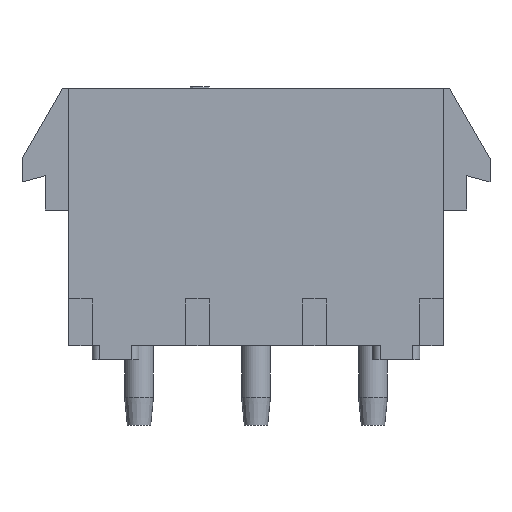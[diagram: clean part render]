
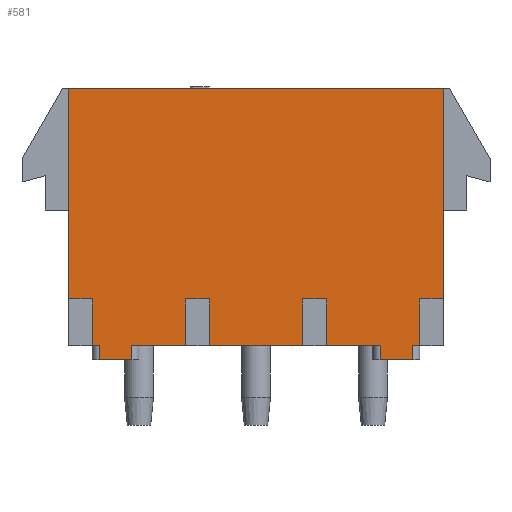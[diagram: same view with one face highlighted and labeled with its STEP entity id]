
A CAD part, front view. The second image highlights one B-rep face of the part: STEP entity #581.
In plain terms, the highlighted planar face has unit normal (0, -1, 0).
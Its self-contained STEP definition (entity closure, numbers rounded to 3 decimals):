
#81=CARTESIAN_POINT('',(-3.81,-3.81,14.732));
#82=VERTEX_POINT('',#81);
#83=CARTESIAN_POINT('',(16.51,-3.81,14.732));
#84=VERTEX_POINT('',#83);
#85=CARTESIAN_POINT('',(-3.81,-3.81,14.732));
#86=DIRECTION('',(1.0,0.0,0.0));
#87=VECTOR('',#86,20.32);
#88=LINE('',#85,#87);
#89=EDGE_CURVE('',#82,#84,#88,.T.);
#381=CARTESIAN_POINT('',(-3.81,-3.81,3.302));
#382=VERTEX_POINT('',#381);
#389=CARTESIAN_POINT('',(-3.81,-3.81,14.732));
#390=DIRECTION('',(0.0,0.0,-1.0));
#391=VECTOR('',#390,11.43);
#392=LINE('',#389,#391);
#393=EDGE_CURVE('',#82,#382,#392,.T.);
#398=CARTESIAN_POINT('',(-4.826,-3.81,15.469));
#399=DIRECTION('',(0.0,-1.0,0.0));
#400=DIRECTION('',(0.0,0.0,-1.0));
#401=AXIS2_PLACEMENT_3D('',#398,#399,#400);
#402=PLANE('',#401);
#403=CARTESIAN_POINT('',(16.51,-3.81,3.302));
#404=VERTEX_POINT('',#403);
#405=CARTESIAN_POINT('',(15.24,-3.81,3.302));
#406=VERTEX_POINT('',#405);
#407=CARTESIAN_POINT('',(16.51,-3.81,3.302));
#408=DIRECTION('',(-1.0,0.0,0.0));
#409=VECTOR('',#408,1.27);
#410=LINE('',#407,#409);
#411=EDGE_CURVE('',#404,#406,#410,.T.);
#412=ORIENTED_EDGE('',*,*,#411,.F.);
#413=CARTESIAN_POINT('',(16.51,-3.81,14.732));
#414=DIRECTION('',(0.0,0.0,-1.0));
#415=VECTOR('',#414,11.43);
#416=LINE('',#413,#415);
#417=EDGE_CURVE('',#84,#404,#416,.T.);
#418=ORIENTED_EDGE('',*,*,#417,.F.);
#419=ORIENTED_EDGE('',*,*,#89,.F.);
#420=ORIENTED_EDGE('',*,*,#393,.T.);
#421=CARTESIAN_POINT('',(-2.54,-3.81,3.302));
#422=VERTEX_POINT('',#421);
#423=CARTESIAN_POINT('',(-3.81,-3.81,3.302));
#424=DIRECTION('',(1.0,0.0,0.0));
#425=VECTOR('',#424,1.27);
#426=LINE('',#423,#425);
#427=EDGE_CURVE('',#382,#422,#426,.T.);
#428=ORIENTED_EDGE('',*,*,#427,.T.);
#429=CARTESIAN_POINT('',(-2.54,-3.81,0.762));
#430=VERTEX_POINT('',#429);
#431=CARTESIAN_POINT('',(-2.54,-3.81,3.302));
#432=DIRECTION('',(0.0,0.0,-1.0));
#433=VECTOR('',#432,2.54);
#434=LINE('',#431,#433);
#435=EDGE_CURVE('',#422,#430,#434,.T.);
#436=ORIENTED_EDGE('',*,*,#435,.T.);
#437=CARTESIAN_POINT('',(-2.159,-3.81,0.762));
#438=VERTEX_POINT('',#437);
#439=CARTESIAN_POINT('',(-2.54,-3.81,0.762));
#440=DIRECTION('',(1.0,0.0,0.0));
#441=VECTOR('',#440,0.381);
#442=LINE('',#439,#441);
#443=EDGE_CURVE('',#430,#438,#442,.T.);
#444=ORIENTED_EDGE('',*,*,#443,.T.);
#445=CARTESIAN_POINT('',(-2.159,-3.81,0.0));
#446=VERTEX_POINT('',#445);
#447=CARTESIAN_POINT('',(-2.159,-3.81,0.762));
#448=DIRECTION('',(0.0,0.0,-1.0));
#449=VECTOR('',#448,0.762);
#450=LINE('',#447,#449);
#451=EDGE_CURVE('',#438,#446,#450,.T.);
#452=ORIENTED_EDGE('',*,*,#451,.T.);
#453=CARTESIAN_POINT('',(-0.381,-3.81,0.0));
#454=VERTEX_POINT('',#453);
#455=CARTESIAN_POINT('',(-0.381,-3.81,0.0));
#456=DIRECTION('',(-1.0,0.0,0.0));
#457=VECTOR('',#456,1.778);
#458=LINE('',#455,#457);
#459=EDGE_CURVE('',#454,#446,#458,.T.);
#460=ORIENTED_EDGE('',*,*,#459,.F.);
#461=CARTESIAN_POINT('',(-0.381,-3.81,0.762));
#462=VERTEX_POINT('',#461);
#463=CARTESIAN_POINT('',(-0.381,-3.81,0.762));
#464=DIRECTION('',(0.0,0.0,-1.0));
#465=VECTOR('',#464,0.762);
#466=LINE('',#463,#465);
#467=EDGE_CURVE('',#462,#454,#466,.T.);
#468=ORIENTED_EDGE('',*,*,#467,.F.);
#469=CARTESIAN_POINT('',(2.54,-3.81,0.762));
#470=VERTEX_POINT('',#469);
#471=CARTESIAN_POINT('',(-0.381,-3.81,0.762));
#472=DIRECTION('',(1.0,0.0,0.0));
#473=VECTOR('',#472,2.921);
#474=LINE('',#471,#473);
#475=EDGE_CURVE('',#462,#470,#474,.T.);
#476=ORIENTED_EDGE('',*,*,#475,.T.);
#477=CARTESIAN_POINT('',(2.54,-3.81,3.302));
#478=VERTEX_POINT('',#477);
#479=CARTESIAN_POINT('',(2.54,-3.81,0.762));
#480=DIRECTION('',(0.0,0.0,1.0));
#481=VECTOR('',#480,2.54);
#482=LINE('',#479,#481);
#483=EDGE_CURVE('',#470,#478,#482,.T.);
#484=ORIENTED_EDGE('',*,*,#483,.T.);
#485=CARTESIAN_POINT('',(3.81,-3.81,3.302));
#486=VERTEX_POINT('',#485);
#487=CARTESIAN_POINT('',(2.54,-3.81,3.302));
#488=DIRECTION('',(1.0,0.0,0.0));
#489=VECTOR('',#488,1.27);
#490=LINE('',#487,#489);
#491=EDGE_CURVE('',#478,#486,#490,.T.);
#492=ORIENTED_EDGE('',*,*,#491,.T.);
#493=CARTESIAN_POINT('',(3.81,-3.81,0.762));
#494=VERTEX_POINT('',#493);
#495=CARTESIAN_POINT('',(3.81,-3.81,3.302));
#496=DIRECTION('',(0.0,0.0,-1.0));
#497=VECTOR('',#496,2.54);
#498=LINE('',#495,#497);
#499=EDGE_CURVE('',#486,#494,#498,.T.);
#500=ORIENTED_EDGE('',*,*,#499,.T.);
#501=CARTESIAN_POINT('',(8.89,-3.81,0.762));
#502=VERTEX_POINT('',#501);
#503=CARTESIAN_POINT('',(3.81,-3.81,0.762));
#504=DIRECTION('',(1.0,0.0,0.0));
#505=VECTOR('',#504,5.08);
#506=LINE('',#503,#505);
#507=EDGE_CURVE('',#494,#502,#506,.T.);
#508=ORIENTED_EDGE('',*,*,#507,.T.);
#509=CARTESIAN_POINT('',(8.89,-3.81,3.302));
#510=VERTEX_POINT('',#509);
#511=CARTESIAN_POINT('',(8.89,-3.81,0.762));
#512=DIRECTION('',(0.0,0.0,1.0));
#513=VECTOR('',#512,2.54);
#514=LINE('',#511,#513);
#515=EDGE_CURVE('',#502,#510,#514,.T.);
#516=ORIENTED_EDGE('',*,*,#515,.T.);
#517=CARTESIAN_POINT('',(10.16,-3.81,3.302));
#518=VERTEX_POINT('',#517);
#519=CARTESIAN_POINT('',(8.89,-3.81,3.302));
#520=DIRECTION('',(1.0,0.0,0.0));
#521=VECTOR('',#520,1.27);
#522=LINE('',#519,#521);
#523=EDGE_CURVE('',#510,#518,#522,.T.);
#524=ORIENTED_EDGE('',*,*,#523,.T.);
#525=CARTESIAN_POINT('',(10.16,-3.81,0.762));
#526=VERTEX_POINT('',#525);
#527=CARTESIAN_POINT('',(10.16,-3.81,3.302));
#528=DIRECTION('',(0.0,0.0,-1.0));
#529=VECTOR('',#528,2.54);
#530=LINE('',#527,#529);
#531=EDGE_CURVE('',#518,#526,#530,.T.);
#532=ORIENTED_EDGE('',*,*,#531,.T.);
#533=CARTESIAN_POINT('',(13.081,-3.81,0.762));
#534=VERTEX_POINT('',#533);
#535=CARTESIAN_POINT('',(10.16,-3.81,0.762));
#536=DIRECTION('',(1.0,0.0,0.0));
#537=VECTOR('',#536,2.921);
#538=LINE('',#535,#537);
#539=EDGE_CURVE('',#526,#534,#538,.T.);
#540=ORIENTED_EDGE('',*,*,#539,.T.);
#541=CARTESIAN_POINT('',(13.081,-3.81,0.0));
#542=VERTEX_POINT('',#541);
#543=CARTESIAN_POINT('',(13.081,-3.81,0.762));
#544=DIRECTION('',(0.0,0.0,-1.0));
#545=VECTOR('',#544,0.762);
#546=LINE('',#543,#545);
#547=EDGE_CURVE('',#534,#542,#546,.T.);
#548=ORIENTED_EDGE('',*,*,#547,.T.);
#549=CARTESIAN_POINT('',(14.859,-3.81,0.0));
#550=VERTEX_POINT('',#549);
#551=CARTESIAN_POINT('',(14.859,-3.81,0.0));
#552=DIRECTION('',(-1.0,0.0,0.0));
#553=VECTOR('',#552,1.778);
#554=LINE('',#551,#553);
#555=EDGE_CURVE('',#550,#542,#554,.T.);
#556=ORIENTED_EDGE('',*,*,#555,.F.);
#557=CARTESIAN_POINT('',(14.859,-3.81,0.762));
#558=VERTEX_POINT('',#557);
#559=CARTESIAN_POINT('',(14.859,-3.81,0.762));
#560=DIRECTION('',(0.0,0.0,-1.0));
#561=VECTOR('',#560,0.762);
#562=LINE('',#559,#561);
#563=EDGE_CURVE('',#558,#550,#562,.T.);
#564=ORIENTED_EDGE('',*,*,#563,.F.);
#565=CARTESIAN_POINT('',(15.24,-3.81,0.762));
#566=VERTEX_POINT('',#565);
#567=CARTESIAN_POINT('',(14.859,-3.81,0.762));
#568=DIRECTION('',(1.0,0.0,0.0));
#569=VECTOR('',#568,0.381);
#570=LINE('',#567,#569);
#571=EDGE_CURVE('',#558,#566,#570,.T.);
#572=ORIENTED_EDGE('',*,*,#571,.T.);
#573=CARTESIAN_POINT('',(15.24,-3.81,0.762));
#574=DIRECTION('',(0.0,0.0,1.0));
#575=VECTOR('',#574,2.54);
#576=LINE('',#573,#575);
#577=EDGE_CURVE('',#566,#406,#576,.T.);
#578=ORIENTED_EDGE('',*,*,#577,.T.);
#579=EDGE_LOOP('',(#412,#418,#419,#420,#428,#436,#444,#452,#460,#468,#476,#484,#492,#500,#508,#516,#524,#532,#540,#548,#556,#564,#572,#578));
#580=FACE_OUTER_BOUND('',#579,.T.);
#581=ADVANCED_FACE('',(#580),#402,.T.);
